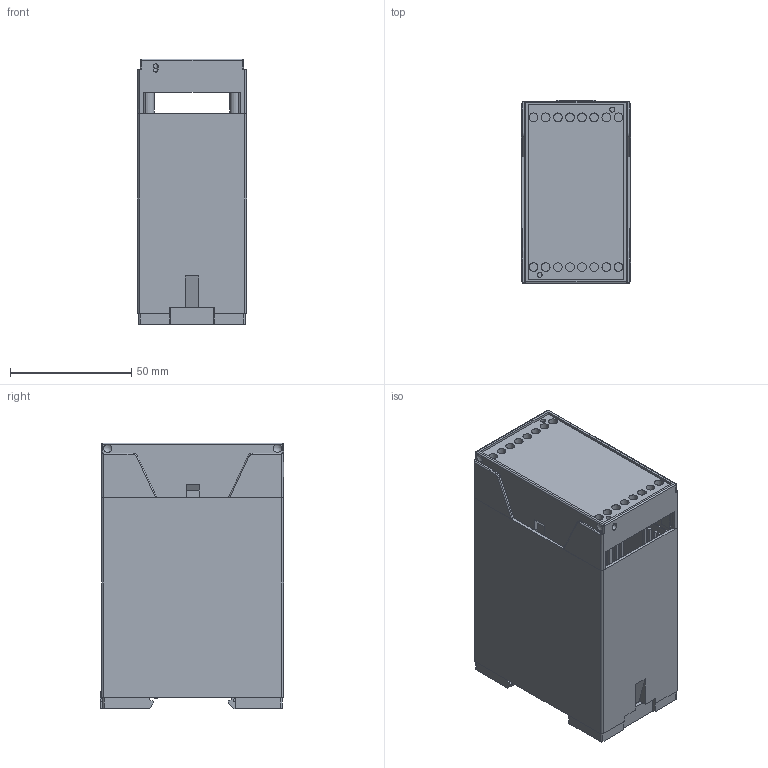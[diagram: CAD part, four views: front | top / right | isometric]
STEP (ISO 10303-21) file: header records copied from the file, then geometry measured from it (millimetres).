
FILE_DESCRIPTION((''),'2;1');
FILE_NAME('65004510_CN 45 AK.stp','2010-03-04T15:21:55',('Kotzmaier'),(''),'Autodesk Inventor 2010','Autodesk Inventor 2010','');
FILE_SCHEMA(('CONFIG_CONTROL_DESIGN'));
Length unit declared in the file: millimetre
Products named in the file (4): CN 45 AK; Riegel_1007508_3Dsym; CN 45 AK Deckel_1003700_3Dsym; CN 45 Gehäuse_1003692_3Dsym
Assembly tree (3 placements, depth 2):
  CN 45 AK
    Riegel_1007508_3Dsym
    CN 45 AK Deckel_1003700_3Dsym
    CN 45 Gehäuse_1003692_3Dsym
Bounding box: 45 x 75.55 x 109.7 mm (x, y, z)
Volume: 66028.8 mm3; surface area: 78994.6 mm2
Topology: 3 solids, 3 shells, 910 faces, 2594 edges, 1707 vertices
Faces by surface type: plane 675, cylinder 125, cone 96, sphere 10, torus 4
Full cylindrical faces by diameter (mm): 3.6 x16
Entity records: 29369 total; most frequent: CARTESIAN_POINT 5354, ORIENTED_EDGE 5088, DIRECTION 4767, EDGE_CURVE 2544, VECTOR 2059, LINE 2059, VERTEX_POINT 1705, AXIS2_PLACEMENT_3D 1354
